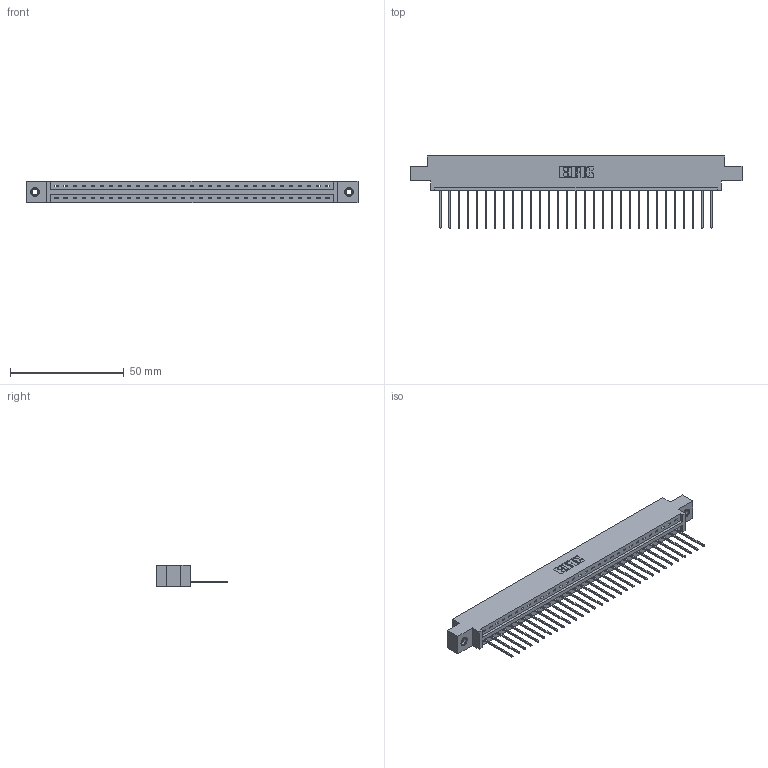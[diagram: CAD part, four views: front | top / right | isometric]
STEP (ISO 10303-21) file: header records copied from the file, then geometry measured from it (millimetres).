
FILE_DESCRIPTION (( 'STEP AP203' ), '1' );
FILE_NAME ('387-031-542-607.STEP', '2018-09-18T04:53:14', ( '' ), ( '' ), 'SwSTEP 2.0', 'SolidWorks 2016', '' );
FILE_SCHEMA (( 'CONFIG_CONTROL_DESIGN' ));
Length unit declared in the file: inch
Products named in the file (4): 345-250-001_345-250-005-103; 387-031-542-607; 337 Part_0.170 Offset - 0.156 Dia-TI; 345-292-001_345-293-142
Assembly tree (34 placements, depth 2):
  387-031-542-607
    337 Part_0.170 Offset - 0.156 Dia-TI
    345-292-001_345-293-142  x31
    345-250-001_345-250-005-103  x2
Bounding box: 145.85 x 31.63 x 9.4 mm (x, y, z)
Volume: 14958.6 mm3; surface area: 15987.6 mm2
Topology: 34 solids, 34 shells, 2100 faces, 6287 edges, 4142 vertices
Faces by surface type: plane 1532, cylinder 552, cone 12, torus 4
Entity records: 25802 total; most frequent: CARTESIAN_POINT 4474, ORIENTED_EDGE 4434, DIRECTION 3821, EDGE_CURVE 2217, VECTOR 2069, LINE 2069, VERTEX_POINT 1472, AXIS2_PLACEMENT_3D 876
